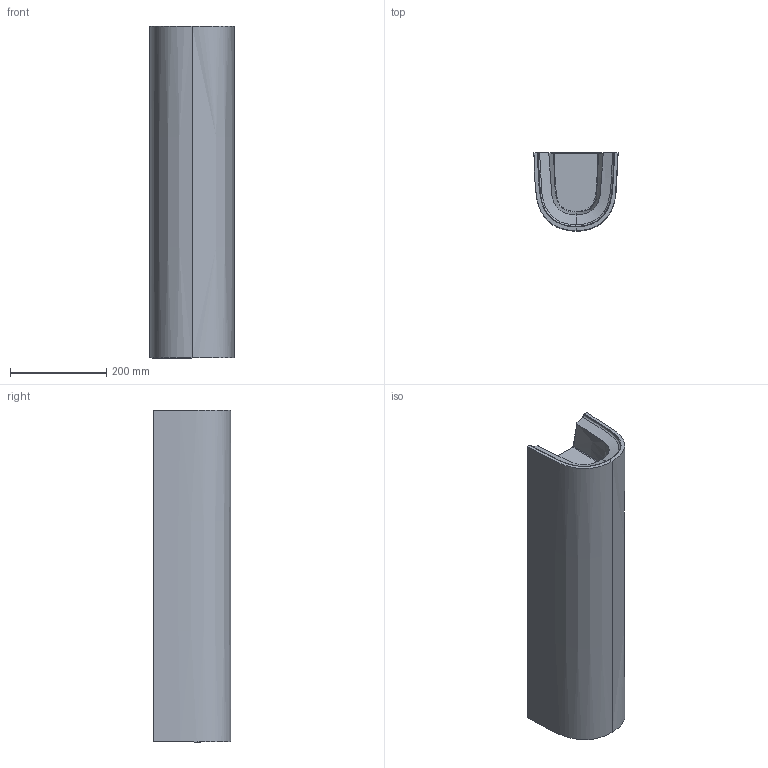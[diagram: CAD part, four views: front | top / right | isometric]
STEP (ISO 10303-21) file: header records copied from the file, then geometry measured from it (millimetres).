
FILE_DESCRIPTION(/* description */ (''),/* implementation_level */ '2;1');
FILE_NAME(/* name */ 'PY650(~1',/* time_stamp */ '2020-10-31T10:35:34+08:00',/* author */ (''),/* organization */ (''),/* preprocessor_version */ 'ST-DEVELOPER v15',/* originating_system */ '',/* authorisation */ '');
FILE_SCHEMA (('AUTOMOTIVE_DESIGN'));
Length unit declared in the file: millimetre
Products named in the file (1): Document
Bounding box: 175 x 162 x 690 mm (x, y, z)
Volume: 16171337.8 mm3; surface area: 469974 mm2
Topology: 1 solids, 1 shells, 28 faces, 67 edges, 41 vertices
Faces by surface type: bspline 28
Entity records: 3860 total; most frequent: CARTESIAN_POINT 3028, B_SPLINE_CURVE_WITH_KNOTS 143, ORIENTED_EDGE 134, PCURVE 134, DEFINITIONAL_REPRESENTATION 134, SURFACE_CURVE 67, EDGE_CURVE 67, VERTEX_POINT 41
